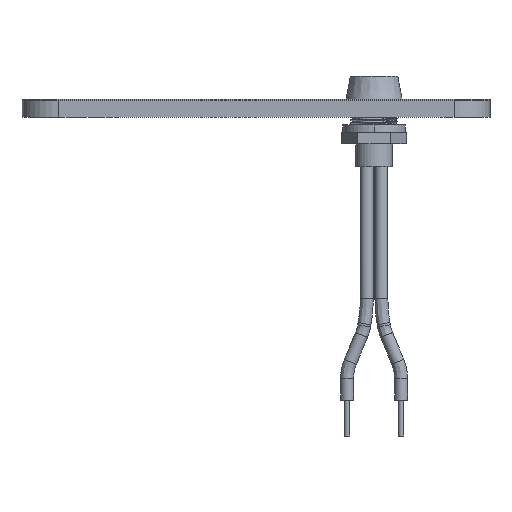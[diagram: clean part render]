
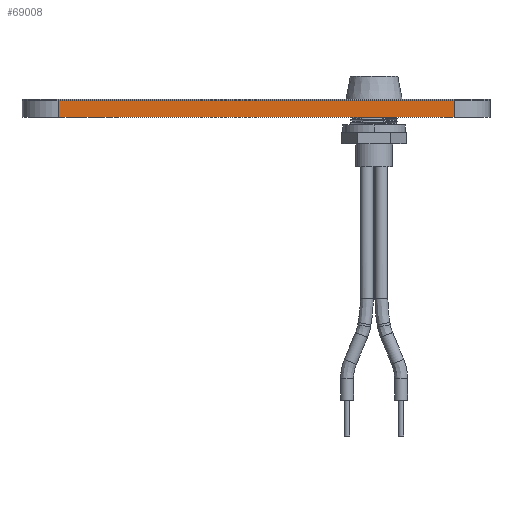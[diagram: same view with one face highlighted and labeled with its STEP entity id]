
A CAD part, front view. The second image highlights one B-rep face of the part: STEP entity #69008.
In plain terms, the highlighted planar face has unit normal (0, -1, 0).
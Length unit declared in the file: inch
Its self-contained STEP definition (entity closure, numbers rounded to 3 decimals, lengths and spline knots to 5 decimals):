
#1245 = CARTESIAN_POINT ( 'NONE',  ( 1.375, -2., 0. ) ) ;
#4107 = ORIENTED_EDGE ( 'NONE', *, *, #31243, .T. ) ;
#6365 = LINE ( 'NONE', #33711, #61504 ) ;
#16924 = CARTESIAN_POINT ( 'NONE',  ( -1.625, -2., 0.11811 ) ) ;
#19085 = CARTESIAN_POINT ( 'NONE',  ( -1.375, -2., 0.11811 ) ) ;
#19162 = LINE ( 'NONE', #25897, #35630 ) ;
#20337 = EDGE_CURVE ( 'NONE', #49085, #31306, #19162, .T. ) ;
#24322 = EDGE_CURVE ( 'NONE', #62862, #62034, #6365, .T. ) ;
#25897 = CARTESIAN_POINT ( 'NONE',  ( -1.625, -2., 0.11811 ) ) ;
#30830 = FACE_OUTER_BOUND ( 'NONE', #68552, .T. ) ;
#31243 = EDGE_CURVE ( 'NONE', #62034, #31306, #40919, .T. ) ;
#31306 = VERTEX_POINT ( 'NONE', #61577 ) ;
#33552 = ORIENTED_EDGE ( 'NONE', *, *, #24322, .T. ) ;
#33711 = CARTESIAN_POINT ( 'NONE',  ( -1.625, -2., 0. ) ) ;
#34615 = CARTESIAN_POINT ( 'NONE',  ( -1.375, -2., 0.11811 ) ) ;
#35630 = VECTOR ( 'NONE', #46507, 39.37008 ) ;
#37126 = DIRECTION ( 'NONE',  ( 0., 0., 1. ) ) ;
#38009 = DIRECTION ( 'NONE',  ( 0., 1., 0. ) ) ;
#40919 = LINE ( 'NONE', #87600, #61521 ) ;
#41553 = AXIS2_PLACEMENT_3D ( 'NONE', #16924, #38009, #37126 ) ;
#45694 = ORIENTED_EDGE ( 'NONE', *, *, #20337, .F. ) ;
#46507 = DIRECTION ( 'NONE',  ( 1., 0., 0. ) ) ;
#49085 = VERTEX_POINT ( 'NONE', #19085 ) ;
#54323 = VECTOR ( 'NONE', #81737, 39.37008 ) ;
#54381 = LINE ( 'NONE', #34615, #54323 ) ;
#55262 = EDGE_CURVE ( 'NONE', #49085, #62862, #54381, .T. ) ;
#55658 = PLANE ( 'NONE',  #41553 ) ;
#59809 = DIRECTION ( 'NONE',  ( 0., 0., 1. ) ) ;
#60709 = CARTESIAN_POINT ( 'NONE',  ( -1.375, -2., 0. ) ) ;
#61504 = VECTOR ( 'NONE', #88417, 39.37008 ) ;
#61521 = VECTOR ( 'NONE', #59809, 39.37008 ) ;
#61577 = CARTESIAN_POINT ( 'NONE',  ( 1.375, -2., 0.11811 ) ) ;
#62034 = VERTEX_POINT ( 'NONE', #1245 ) ;
#62862 = VERTEX_POINT ( 'NONE', #60709 ) ;
#68552 = EDGE_LOOP ( 'NONE', ( #45694, #69923, #33552, #4107 ) ) ;
#69008 = ADVANCED_FACE ( 'NONE', ( #30830 ), #55658, .F. ) ;
#69923 = ORIENTED_EDGE ( 'NONE', *, *, #55262, .T. ) ;
#81737 = DIRECTION ( 'NONE',  ( 0., 0., -1. ) ) ;
#87600 = CARTESIAN_POINT ( 'NONE',  ( 1.375, -2., 0.11811 ) ) ;
#88417 = DIRECTION ( 'NONE',  ( 1., 0., 0. ) ) ;
